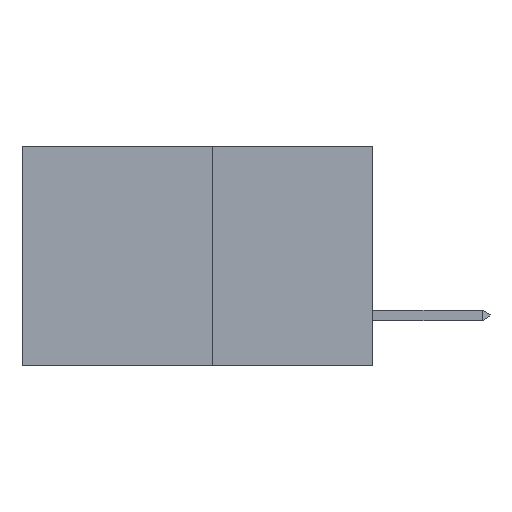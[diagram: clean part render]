
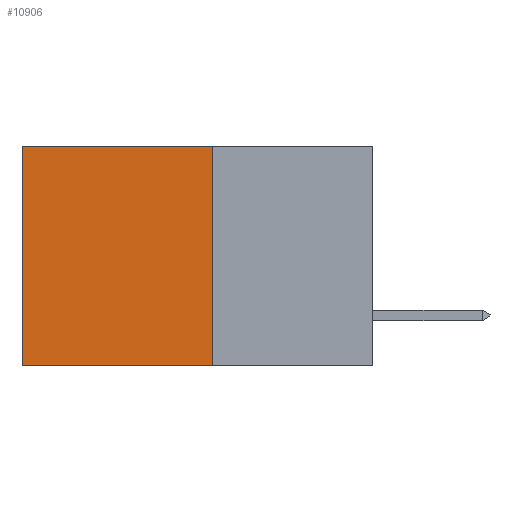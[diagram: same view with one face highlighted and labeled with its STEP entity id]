
A CAD part, left-side view. The second image highlights one B-rep face of the part: STEP entity #10906.
In plain terms, the highlighted planar face has unit normal (-1, 0, 0).
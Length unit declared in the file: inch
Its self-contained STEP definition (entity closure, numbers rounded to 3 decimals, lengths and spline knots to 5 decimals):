
#316 = ORIENTED_EDGE ( 'NONE', *, *, #3364, .F. ) ;
#704 = LINE ( 'NONE', #9644, #6919 ) ;
#781 = LINE ( 'NONE', #10316, #12662 ) ;
#1192 = VERTEX_POINT ( 'NONE', #11436 ) ;
#1685 = CARTESIAN_POINT ( 'NONE',  ( 0.277, 0.27, -0.37 ) ) ;
#1806 = EDGE_CURVE ( 'NONE', #1192, #2877, #2017, .T. ) ;
#2017 = LINE ( 'NONE', #13718, #13477 ) ;
#2215 = DIRECTION ( 'NONE',  ( 0., 1., 0. ) ) ;
#2877 = VERTEX_POINT ( 'NONE', #1685 ) ;
#3018 = VERTEX_POINT ( 'NONE', #8814 ) ;
#3096 = AXIS2_PLACEMENT_3D ( 'NONE', #3783, #11819, #4983 ) ;
#3364 = EDGE_CURVE ( 'NONE', #2877, #10141, #13604, .T. ) ;
#3783 = CARTESIAN_POINT ( 'NONE',  ( 0.277, 0.27, -0.37 ) ) ;
#4428 = CARTESIAN_POINT ( 'NONE',  ( 0.277, 0.27, -0.37 ) ) ;
#4467 = DIRECTION ( 'NONE',  ( 0., 1., 0. ) ) ;
#4983 = DIRECTION ( 'NONE',  ( 0., 0., -1. ) ) ;
#5026 = DIRECTION ( 'NONE',  ( 0., 0., -1. ) ) ;
#6753 = ORIENTED_EDGE ( 'NONE', *, *, #1806, .F. ) ;
#6919 = VECTOR ( 'NONE', #5026, 39.37008 ) ;
#7481 = FACE_OUTER_BOUND ( 'NONE', #8436, .T. ) ;
#7636 = VECTOR ( 'NONE', #4467, 39.37008 ) ;
#8340 = EDGE_CURVE ( 'NONE', #1192, #3018, #781, .T. ) ;
#8436 = EDGE_LOOP ( 'NONE', ( #10435, #316, #6753, #10460 ) ) ;
#8814 = CARTESIAN_POINT ( 'NONE',  ( 0.277, 0.59, 0. ) ) ;
#9558 = PLANE ( 'NONE',  #3096 ) ;
#9644 = CARTESIAN_POINT ( 'NONE',  ( 0.277, 0.59, -0.37 ) ) ;
#10141 = VERTEX_POINT ( 'NONE', #12668 ) ;
#10316 = CARTESIAN_POINT ( 'NONE',  ( 0.277, 0.27, 0. ) ) ;
#10435 = ORIENTED_EDGE ( 'NONE', *, *, #11642, .T. ) ;
#10460 = ORIENTED_EDGE ( 'NONE', *, *, #8340, .T. ) ;
#10906 = ADVANCED_FACE ( 'NONE', ( #7481 ), #9558, .F. ) ;
#11436 = CARTESIAN_POINT ( 'NONE',  ( 0.277, 0.27, 0. ) ) ;
#11642 = EDGE_CURVE ( 'NONE', #3018, #10141, #704, .T. ) ;
#11819 = DIRECTION ( 'NONE',  ( 1., 0., 0. ) ) ;
#12662 = VECTOR ( 'NONE', #2215, 39.37008 ) ;
#12668 = CARTESIAN_POINT ( 'NONE',  ( 0.277, 0.59, -0.37 ) ) ;
#13477 = VECTOR ( 'NONE', #13503, 39.37008 ) ;
#13503 = DIRECTION ( 'NONE',  ( 0., 0., -1. ) ) ;
#13604 = LINE ( 'NONE', #4428, #7636 ) ;
#13718 = CARTESIAN_POINT ( 'NONE',  ( 0.277, 0.27, -0.37 ) ) ;
